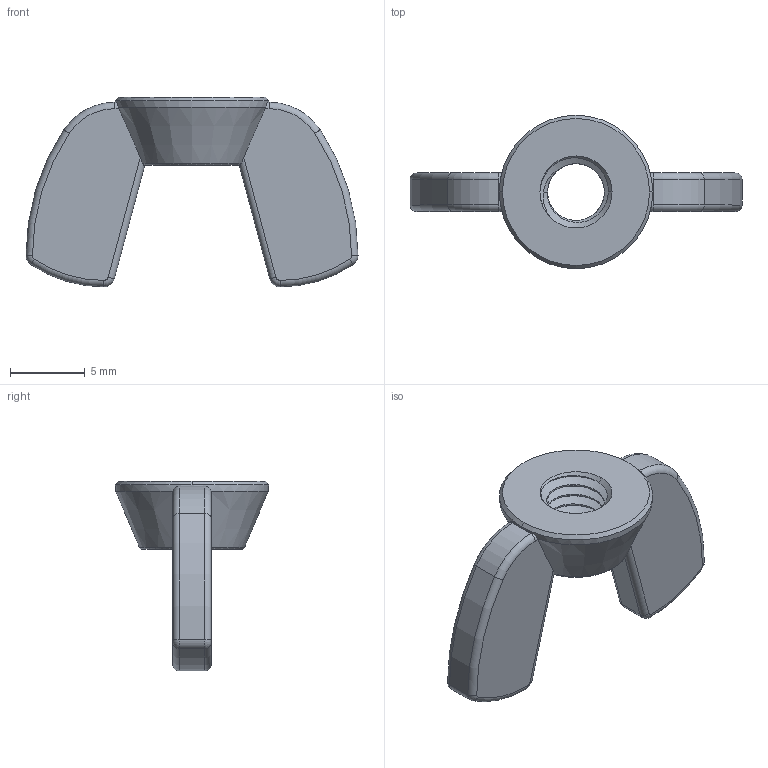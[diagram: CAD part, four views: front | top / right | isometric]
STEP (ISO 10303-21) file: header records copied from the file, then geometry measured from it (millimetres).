
FILE_DESCRIPTION (( 'STEP AP214' ), '1' );
FILE_NAME ('10-32 WING nut - Mcm 90866A111.step', '2018-12-21T19:57:42', ( '' ), ( '' ), 'SwSTEP 2.0', 'SolidWorks 2018', '' );
FILE_SCHEMA (( 'AUTOMOTIVE_DESIGN' ));
Length unit declared in the file: inch
Products named in the file (1): 10-32 WING nut - Mcm 90866A111
Bounding box: 22.23 x 10.27 x 12.7 mm (x, y, z)
Volume: 561.6 mm3; surface area: 695.3 mm2
Topology: 1 solids, 1 shells, 87 faces, 226 edges, 141 vertices
Faces by surface type: cylinder 41, torus 22, cone 12, plane 10, bspline 2
Entity records: 3455 total; most frequent: CARTESIAN_POINT 1428, ORIENTED_EDGE 452, DIRECTION 405, EDGE_CURVE 226, AXIS2_PLACEMENT_3D 173, VERTEX_POINT 141, EDGE_LOOP 89, FACE_OUTER_BOUND 87
